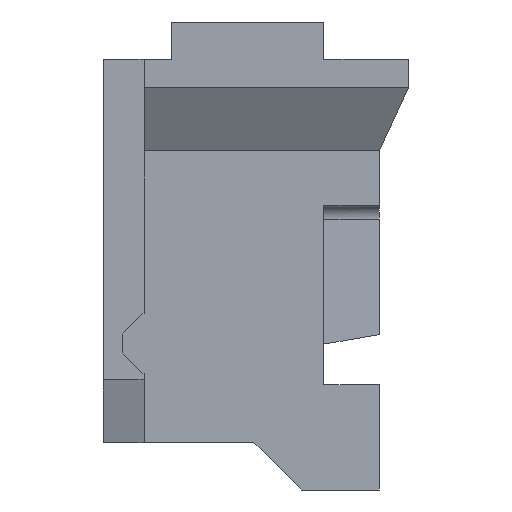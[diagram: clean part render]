
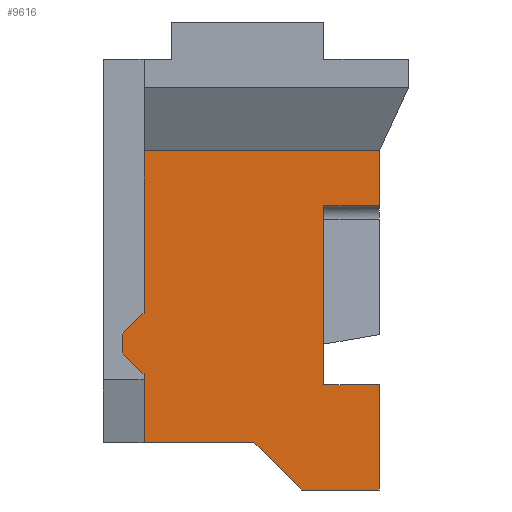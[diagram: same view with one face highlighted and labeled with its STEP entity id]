
A CAD part, left-side view. The second image highlights one B-rep face of the part: STEP entity #9616.
In plain terms, the highlighted planar face has unit normal (-1, 0, 0).
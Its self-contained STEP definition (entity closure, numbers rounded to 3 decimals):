
#378=ORIENTED_EDGE('',*,*,#3251,.F.);
#379=ORIENTED_EDGE('',*,*,#3252,.T.);
#380=ORIENTED_EDGE('',*,*,#3253,.T.);
#381=ORIENTED_EDGE('',*,*,#3244,.F.);
#382=ORIENTED_EDGE('',*,*,#3254,.F.);
#383=ORIENTED_EDGE('',*,*,#3255,.F.);
#384=ORIENTED_EDGE('',*,*,#3256,.T.);
#385=ORIENTED_EDGE('',*,*,#3139,.T.);
#386=ORIENTED_EDGE('',*,*,#3257,.F.);
#387=ORIENTED_EDGE('',*,*,#3258,.T.);
#388=ORIENTED_EDGE('',*,*,#3259,.T.);
#389=ORIENTED_EDGE('',*,*,#3167,.T.);
#390=ORIENTED_EDGE('',*,*,#3260,.F.);
#391=ORIENTED_EDGE('',*,*,#3248,.F.);
#392=ORIENTED_EDGE('',*,*,#3261,.F.);
#393=ORIENTED_EDGE('',*,*,#3262,.T.);
#3139=EDGE_CURVE('',#4571,#4577,#5501,.T.);
#3167=EDGE_CURVE('',#4603,#4505,#5529,.T.);
#3244=EDGE_CURVE('',#4675,#4676,#5586,.T.);
#3248=EDGE_CURVE('',#4679,#4680,#5590,.T.);
#3251=EDGE_CURVE('',#4682,#4683,#5593,.T.);
#3252=EDGE_CURVE('',#4682,#4684,#5594,.T.);
#3253=EDGE_CURVE('',#4684,#4676,#5595,.T.);
#3254=EDGE_CURVE('',#4685,#4675,#5596,.T.);
#3255=EDGE_CURVE('',#4686,#4685,#5597,.T.);
#3256=EDGE_CURVE('',#4686,#4571,#5598,.T.);
#3257=EDGE_CURVE('',#4687,#4577,#5599,.T.);
#3258=EDGE_CURVE('',#4687,#4688,#5600,.T.);
#3259=EDGE_CURVE('',#4688,#4603,#5601,.T.);
#3260=EDGE_CURVE('',#4680,#4505,#5602,.T.);
#3261=EDGE_CURVE('',#4689,#4679,#5603,.T.);
#3262=EDGE_CURVE('',#4689,#4683,#5604,.T.);
#4505=VERTEX_POINT('',#13313);
#4571=VERTEX_POINT('',#13455);
#4577=VERTEX_POINT('',#13467);
#4603=VERTEX_POINT('',#13526);
#4675=VERTEX_POINT('',#13676);
#4676=VERTEX_POINT('',#13678);
#4679=VERTEX_POINT('',#13684);
#4680=VERTEX_POINT('',#13686);
#4682=VERTEX_POINT('',#13692);
#4683=VERTEX_POINT('',#13693);
#4684=VERTEX_POINT('',#13695);
#4685=VERTEX_POINT('',#13698);
#4686=VERTEX_POINT('',#13700);
#4687=VERTEX_POINT('',#13703);
#4688=VERTEX_POINT('',#13705);
#4689=VERTEX_POINT('',#13709);
#5501=LINE('',#13468,#6883);
#5529=LINE('',#13525,#6911);
#5586=LINE('',#13677,#6968);
#5590=LINE('',#13685,#6972);
#5593=LINE('',#13691,#6975);
#5594=LINE('',#13694,#6976);
#5595=LINE('',#13696,#6977);
#5596=LINE('',#13697,#6978);
#5597=LINE('',#13699,#6979);
#5598=LINE('',#13701,#6980);
#5599=LINE('',#13702,#6981);
#5600=LINE('',#13704,#6982);
#5601=LINE('',#13706,#6983);
#5602=LINE('',#13707,#6984);
#5603=LINE('',#13708,#6985);
#5604=LINE('',#13710,#6986);
#6883=VECTOR('',#10841,1000.);
#6911=VECTOR('',#10877,1000.);
#6968=VECTOR('',#10978,1000.);
#6972=VECTOR('',#10982,1000.);
#6975=VECTOR('',#10987,1000.);
#6976=VECTOR('',#10988,1000.);
#6977=VECTOR('',#10989,1000.);
#6978=VECTOR('',#10990,1000.);
#6979=VECTOR('',#10991,1000.);
#6980=VECTOR('',#10992,1000.);
#6981=VECTOR('',#10993,1000.);
#6982=VECTOR('',#10994,1000.);
#6983=VECTOR('',#10995,1000.);
#6984=VECTOR('',#10996,1000.);
#6985=VECTOR('',#10997,1000.);
#6986=VECTOR('',#10998,1000.);
#8134=EDGE_LOOP('',(#378,#379,#380,#381,#382,#383,#384,#385,#386,#387,#388,
#389,#390,#391,#392,#393));
#8638=FACE_BOUND('',#8134,.T.);
#9142=PLANE('',#10145);
#9616=ADVANCED_FACE('',(#8638),#9142,.F.);
#10145=AXIS2_PLACEMENT_3D('',#13690,#10985,#10986);
#10841=DIRECTION('',(0.,0.,1.));
#10877=DIRECTION('',(0.,0.,1.));
#10978=DIRECTION('',(0.,0.,1.));
#10982=DIRECTION('',(0.,0.,1.));
#10985=DIRECTION('',(1.,0.,0.));
#10986=DIRECTION('',(0.,0.,-1.));
#10987=DIRECTION('',(0.,0.,1.));
#10988=DIRECTION('',(0.,-0.707,-0.707));
#10989=DIRECTION('',(0.,-1.,0.));
#10990=DIRECTION('',(0.,1.,0.));
#10991=DIRECTION('',(0.,0.707,0.707));
#10992=DIRECTION('',(0.,-1.,0.));
#10993=DIRECTION('',(0.,-1.,0.));
#10994=DIRECTION('',(0.,0.,1.));
#10995=DIRECTION('',(0.,-1.,0.));
#10996=DIRECTION('',(0.,-1.,0.));
#10997=DIRECTION('',(0.,-1.,0.));
#10998=DIRECTION('',(0.,0.707,-0.707));
#13313=CARTESIAN_POINT('',(-10.3,-1.52,1.2));
#13455=CARTESIAN_POINT('',(-10.3,-1.52,-3.8));
#13467=CARTESIAN_POINT('',(-10.3,-1.52,-2.25));
#13468=CARTESIAN_POINT('',(-10.3,-1.52,-3.8));
#13525=CARTESIAN_POINT('',(-10.3,-1.52,-3.8));
#13526=CARTESIAN_POINT('',(-10.3,-1.52,0.395));
#13676=CARTESIAN_POINT('',(-10.3,1.95,-3.1));
#13677=CARTESIAN_POINT('',(-10.3,1.95,-3.1));
#13678=CARTESIAN_POINT('',(-10.3,1.95,-2.08));
#13684=CARTESIAN_POINT('',(-10.3,1.95,-1.2));
#13685=CARTESIAN_POINT('',(-10.3,1.95,-3.1));
#13686=CARTESIAN_POINT('',(-10.3,1.95,1.2));
#13690=CARTESIAN_POINT('',(-10.3,21.582,-3.8));
#13691=CARTESIAN_POINT('',(-10.3,2.27,-2.08));
#13692=CARTESIAN_POINT('',(-10.3,2.27,-1.78));
#13693=CARTESIAN_POINT('',(-10.3,2.27,-1.5));
#13694=CARTESIAN_POINT('',(-10.3,2.27,-1.78));
#13695=CARTESIAN_POINT('',(-10.3,1.97,-2.08));
#13696=CARTESIAN_POINT('',(-10.3,2.27,-2.08));
#13697=CARTESIAN_POINT('',(-10.3,0.33,-3.1));
#13698=CARTESIAN_POINT('',(-10.3,0.33,-3.1));
#13699=CARTESIAN_POINT('',(-10.3,-0.37,-3.8));
#13700=CARTESIAN_POINT('',(-10.3,-0.37,-3.8));
#13701=CARTESIAN_POINT('',(-10.3,21.582,-3.8));
#13702=CARTESIAN_POINT('',(-10.3,-0.7,-2.25));
#13703=CARTESIAN_POINT('',(-10.3,-0.7,-2.25));
#13704=CARTESIAN_POINT('',(-10.3,-0.7,-2.25));
#13705=CARTESIAN_POINT('',(-10.3,-0.7,0.395));
#13706=CARTESIAN_POINT('',(-10.3,-0.7,0.395));
#13707=CARTESIAN_POINT('',(-10.3,21.582,1.2));
#13708=CARTESIAN_POINT('',(-10.3,2.27,-1.2));
#13709=CARTESIAN_POINT('',(-10.3,1.97,-1.2));
#13710=CARTESIAN_POINT('',(-10.3,2.27,-1.5));
